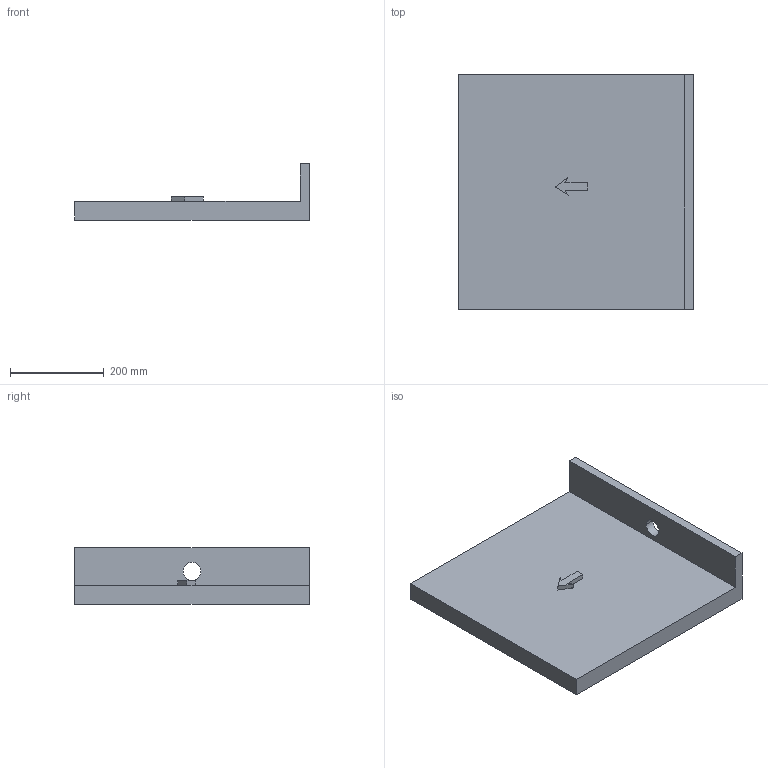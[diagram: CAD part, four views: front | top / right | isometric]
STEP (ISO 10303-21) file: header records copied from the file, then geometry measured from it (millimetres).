
FILE_DESCRIPTION(('CATIA V5 STEP Exchange'),'2;1');
FILE_NAME('sensor_board.stp','2020-07-22T08:54:12+00:00',('none'),('none'),'CATIA Version 5 Release 20 GA (IN-10)','CATIA V5 STEP AP203','none');
FILE_SCHEMA(('CONFIG_CONTROL_DESIGN'));
Length unit declared in the file: millimetre
Products named in the file (1): Part3
Bounding box: 500 x 500 x 120 mm (x, y, z)
Volume: 10771993.8 mm3; surface area: 665241.8 mm2
Topology: 1 solids, 1 shells, 18 faces, 45 edges, 30 vertices
Faces by surface type: plane 16, cylinder 2
Entity records: 570 total; most frequent: CARTESIAN_POINT 93, ORIENTED_EDGE 90, DIRECTION 79, EDGE_CURVE 45, VECTOR 41, LINE 41, VERTEX_POINT 30, AXIS2_PLACEMENT_3D 22
